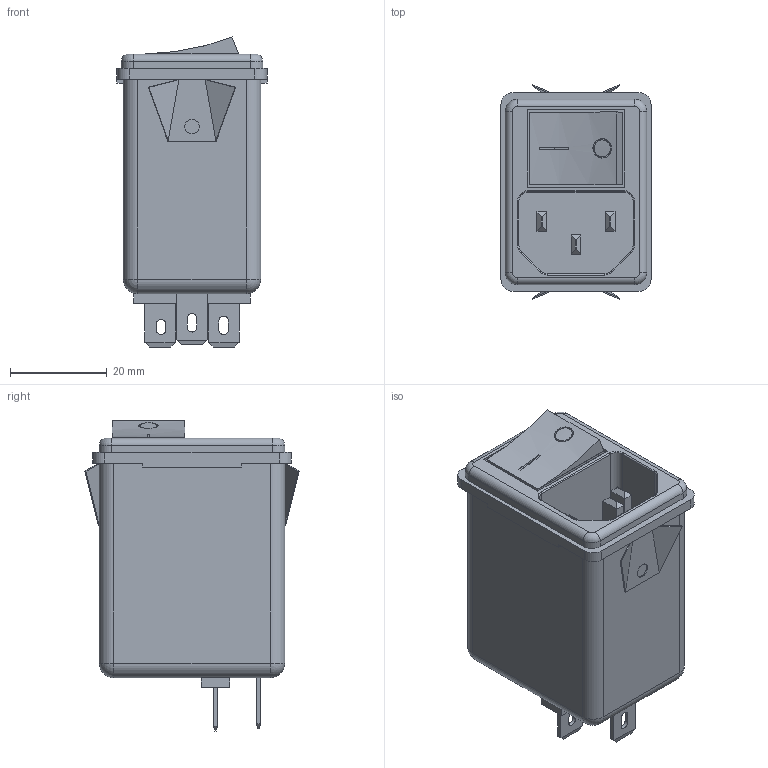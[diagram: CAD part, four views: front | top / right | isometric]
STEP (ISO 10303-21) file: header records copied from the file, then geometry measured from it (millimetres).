
FILE_DESCRIPTION (( 'STEP AP203' ), '1' );
FILE_NAME ('10BENG3G.STEP', '2008-04-21T20:41:10', ( ' ' ), ( ' ' ), 'SwSTEP 2.0', 'SolidWorks 2008', '' );
FILE_SCHEMA (( 'CONFIG_CONTROL_DESIGN' ));
Length unit declared in the file: millimetre
Products named in the file (1): 10BENG3G
Bounding box: 31 x 44.23 x 64.02 mm (x, y, z)
Volume: 48679.2 mm3; surface area: 11951 mm2
Topology: 2 solids, 2 shells, 231 faces, 573 edges, 358 vertices
Faces by surface type: plane 166, cylinder 51, torus 10, sphere 4
Entity records: 6894 total; most frequent: CARTESIAN_POINT 1271, ORIENTED_EDGE 1138, DIRECTION 1137, EDGE_CURVE 569, VECTOR 457, LINE 457, VERTEX_POINT 358, AXIS2_PLACEMENT_3D 340
